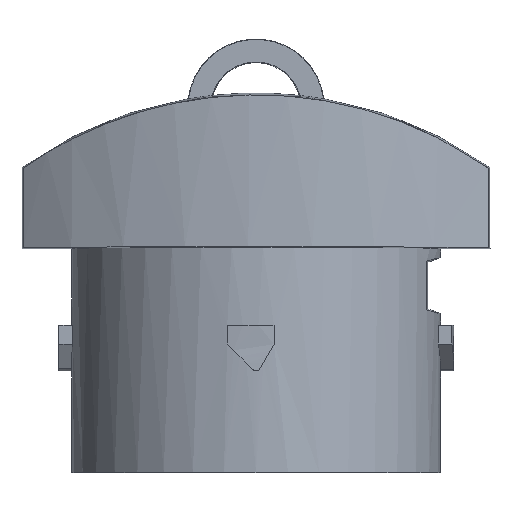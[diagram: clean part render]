
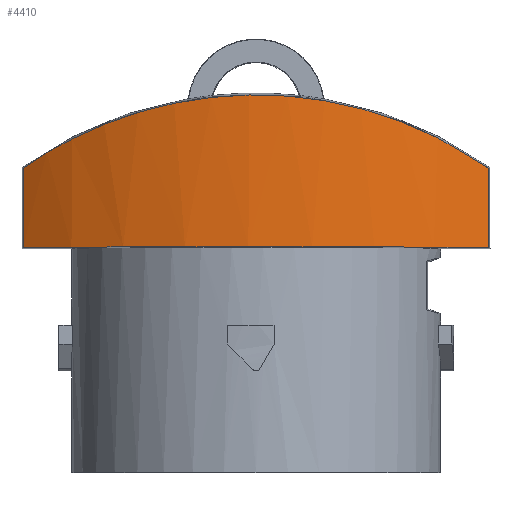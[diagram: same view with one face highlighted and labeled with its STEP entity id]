
A CAD part, left-side view. The second image highlights one B-rep face of the part: STEP entity #4410.
In plain terms, the highlighted cylindrical face has radius 22.5 mm (diameter 45 mm), a partial arc.
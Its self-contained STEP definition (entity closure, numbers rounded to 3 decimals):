
#1420=CARTESIAN_POINT('',(-0.472,0.,
0.));
#1430=DIRECTION('',(0.,0.,-1.));
#1440=DIRECTION('',(-1.,0.,0.));
#1450=AXIS2_PLACEMENT_3D('',#1420,#1430,#1440);
#1460=CONICAL_SURFACE('',#1450,22.5,0.009);
#3900=CARTESIAN_POINT('',(-22.567,0.,
-10.2));
#3910=DIRECTION('',(1.,0.,0.));
#3920=DIRECTION('',(0.,-1.,0.));
#3930=AXIS2_PLACEMENT_3D('',#3900,#3910,#3920);
#3940=CYLINDRICAL_SURFACE('',#3930,22.5);
#3950=CARTESIAN_POINT('',(-14.233,0.,
-10.2));
#3960=DIRECTION('',(1.,0.,0.009));
#3970=DIRECTION('',(0.009,0.,-1.));
#3980=AXIS2_PLACEMENT_3D('',#3950,#3960,#3970);
#3990=ELLIPSE('',#3980,22.501,22.5);
#4000=CARTESIAN_POINT('',(-14.394,12.928,
8.215));
#4010=VERTEX_POINT('',#4000);
#4020=CARTESIAN_POINT('',(-14.394,-12.928,
8.215));
#4030=VERTEX_POINT('',#4020);
#4040=EDGE_CURVE('',#4010,#4030,#3990,.T.);
#4050=ORIENTED_EDGE('',*,*,#4040,.F.);
#4060=CARTESIAN_POINT('',(-22.567,-12.928,
8.215));
#4070=DIRECTION('',(1.,0.,0.));
#4080=VECTOR('',#4070,1.);
#4090=LINE('',#4060,#4080);
#4100=CARTESIAN_POINT('',(-18.799,-12.928,
8.215));
#4110=VERTEX_POINT('',#4100);
#4120=EDGE_CURVE('',#4110,#4030,#4090,.T.);
#4130=ORIENTED_EDGE('',*,*,#4120,.T.);
#4140=CARTESIAN_POINT('',(-18.799,12.928,
8.215));
#4150=CARTESIAN_POINT('',(-19.998,11.211,
9.421));
#4160=CARTESIAN_POINT('',(-21.024,9.232,
10.451));
#4170=CARTESIAN_POINT('',(-21.748,7.015,
11.179));
#4180=CARTESIAN_POINT('',(-22.47,4.804,
11.904));
#4190=CARTESIAN_POINT('',(-22.865,2.421,
12.301));
#4200=CARTESIAN_POINT('',(-22.865,-0.005,
12.3));
#4210=CARTESIAN_POINT('',(-22.864,-2.429,
12.3));
#4220=CARTESIAN_POINT('',(-22.467,-4.815,
11.901));
#4230=CARTESIAN_POINT('',(-21.747,-7.018,
11.178));
#4240=CARTESIAN_POINT('',(-21.025,-9.225,
10.453));
#4250=CARTESIAN_POINT('',(-19.995,-11.215,
9.418));
#4260=CARTESIAN_POINT('',(-18.799,-12.928,
8.215));
#4270=B_SPLINE_CURVE_WITH_KNOTS('',3,(#4140,#4150,#4160,#4170,#4180,
#4190,#4200,#4210,#4220,#4230,#4240,#4250,#4260),.UNSPECIFIED.,.F.,.F.,(
4,3,3,3,4),(0.,7.279,14.531,21.777,
29.052),.UNSPECIFIED.);
#4280=SURFACE_CURVE('',#4270,(#3940,#1460),.CURVE_3D.);
#4290=CARTESIAN_POINT('',(-18.799,12.928,
8.215));
#4300=VERTEX_POINT('',#4290);
#4310=EDGE_CURVE('',#4300,#4110,#4280,.T.);
#4320=ORIENTED_EDGE('',*,*,#4310,.T.);
#4330=CARTESIAN_POINT('',(-22.567,12.928,
8.215));
#4340=DIRECTION('',(1.,0.,0.));
#4350=VECTOR('',#4340,1.);
#4360=LINE('',#4330,#4350);
#4370=EDGE_CURVE('',#4300,#4010,#4360,.T.);
#4380=ORIENTED_EDGE('',*,*,#4370,.F.);
#4390=EDGE_LOOP('',(#4380,#4320,#4130,#4050));
#4400=FACE_OUTER_BOUND('',#4390,.T.);
#4410=ADVANCED_FACE('',(#4400),#3940,.T.);
